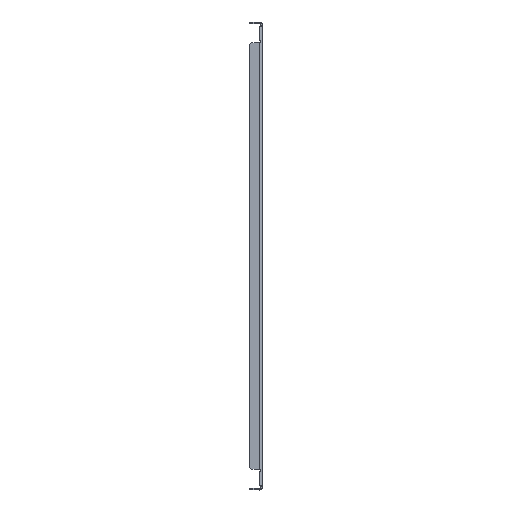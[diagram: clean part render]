
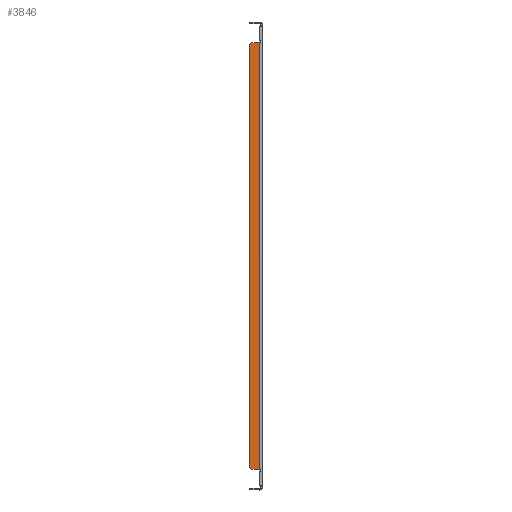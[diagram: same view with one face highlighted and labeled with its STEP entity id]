
A CAD part, left-side view. The second image highlights one B-rep face of the part: STEP entity #3846.
In plain terms, the highlighted planar face has unit normal (-1, 0, 0).
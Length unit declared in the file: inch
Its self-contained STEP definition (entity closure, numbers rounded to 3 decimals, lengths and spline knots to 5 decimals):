
#67 = CARTESIAN_POINT ( 'NONE',  ( -17.085, 0.625, -12.85 ) ) ;
#257 = VERTEX_POINT ( 'NONE', #1181 ) ;
#409 = VECTOR ( 'NONE', #4890, 39.37008 ) ;
#425 = ORIENTED_EDGE ( 'NONE', *, *, #2525, .T. ) ;
#548 = LINE ( 'NONE', #7612, #3860 ) ;
#574 = ORIENTED_EDGE ( 'NONE', *, *, #4061, .F. ) ;
#758 = ORIENTED_EDGE ( 'NONE', *, *, #7653, .T. ) ;
#853 = VERTEX_POINT ( 'NONE', #2914 ) ;
#910 = AXIS2_PLACEMENT_3D ( 'NONE', #7468, #2731, #5596 ) ;
#1099 = ORIENTED_EDGE ( 'NONE', *, *, #6334, .T. ) ;
#1181 = CARTESIAN_POINT ( 'NONE',  ( -17.085, 0.625, 12.85 ) ) ;
#1211 = EDGE_CURVE ( 'NONE', #5902, #2544, #548, .T. ) ;
#1221 = VECTOR ( 'NONE', #2726, 39.37008 ) ;
#1357 = CARTESIAN_POINT ( 'NONE',  ( -17.085, 0.75, -12.725 ) ) ;
#1417 = VECTOR ( 'NONE', #5230, 39.37008 ) ;
#1578 = CARTESIAN_POINT ( 'NONE',  ( -17.085, 0.75, 12.725 ) ) ;
#2072 = DIRECTION ( 'NONE',  ( 1., 0., 0. ) ) ;
#2159 = CARTESIAN_POINT ( 'NONE',  ( -17.085, 0.143, 12.85656 ) ) ;
#2172 = CARTESIAN_POINT ( 'NONE',  ( -17.085, 0.75, -14.664 ) ) ;
#2177 = CARTESIAN_POINT ( 'NONE',  ( -17.085, 0.171, -12.85 ) ) ;
#2284 = CARTESIAN_POINT ( 'NONE',  ( -17.085, 0.625, 12.85 ) ) ;
#2306 = DIRECTION ( 'NONE',  ( 1., 0., 0. ) ) ;
#2331 = CARTESIAN_POINT ( 'NONE',  ( -17.085, 0.171, -12.913 ) ) ;
#2457 = EDGE_CURVE ( 'NONE', #6589, #5902, #6851, .T. ) ;
#2469 = ORIENTED_EDGE ( 'NONE', *, *, #3222, .T. ) ;
#2494 = CARTESIAN_POINT ( 'NONE',  ( -17.085, 0.171, -12.85 ) ) ;
#2525 = EDGE_CURVE ( 'NONE', #3658, #257, #6478, .T. ) ;
#2544 = VERTEX_POINT ( 'NONE', #67 ) ;
#2726 = DIRECTION ( 'NONE',  ( 0., -1., 0. ) ) ;
#2731 = DIRECTION ( 'NONE',  ( 1., 0., 0. ) ) ;
#2914 = CARTESIAN_POINT ( 'NONE',  ( -17.085, 0.143, -12.85656 ) ) ;
#3121 = CIRCLE ( 'NONE', #910, 0.063 ) ;
#3141 = CARTESIAN_POINT ( 'NONE',  ( -17.085, 0.171, 12.85 ) ) ;
#3158 = LINE ( 'NONE', #2284, #1417 ) ;
#3189 = PLANE ( 'NONE',  #7445 ) ;
#3222 = EDGE_CURVE ( 'NONE', #6261, #3658, #3121, .T. ) ;
#3243 = VECTOR ( 'NONE', #4584, 39.37008 ) ;
#3271 = DIRECTION ( 'NONE',  ( 0., 1., 0. ) ) ;
#3295 = CARTESIAN_POINT ( 'NONE',  ( -17.085, 0.75, 14.664 ) ) ;
#3658 = VERTEX_POINT ( 'NONE', #3141 ) ;
#3846 = ADVANCED_FACE ( 'NONE', ( #4082 ), #3189, .F. ) ;
#3860 = VECTOR ( 'NONE', #4059, 39.37008 ) ;
#4033 = VERTEX_POINT ( 'NONE', #2494 ) ;
#4059 = DIRECTION ( 'NONE',  ( 0., -0.707, -0.707 ) ) ;
#4061 = EDGE_CURVE ( 'NONE', #6261, #853, #5064, .T. ) ;
#4082 = FACE_OUTER_BOUND ( 'NONE', #5510, .T. ) ;
#4584 = DIRECTION ( 'NONE',  ( 0., 0., -1. ) ) ;
#4890 = DIRECTION ( 'NONE',  ( 0., 0., -1. ) ) ;
#4960 = LINE ( 'NONE', #2177, #1221 ) ;
#5056 = AXIS2_PLACEMENT_3D ( 'NONE', #2331, #2306, #6987 ) ;
#5064 = LINE ( 'NONE', #7280, #409 ) ;
#5230 = DIRECTION ( 'NONE',  ( 0., 0.707, -0.707 ) ) ;
#5510 = EDGE_LOOP ( 'NONE', ( #2469, #425, #1099, #5817, #6545, #6186, #758, #574 ) ) ;
#5596 = DIRECTION ( 'NONE',  ( 0., 1., 0. ) ) ;
#5817 = ORIENTED_EDGE ( 'NONE', *, *, #2457, .T. ) ;
#5902 = VERTEX_POINT ( 'NONE', #1357 ) ;
#6186 = ORIENTED_EDGE ( 'NONE', *, *, #6621, .T. ) ;
#6261 = VERTEX_POINT ( 'NONE', #2159 ) ;
#6334 = EDGE_CURVE ( 'NONE', #257, #6589, #3158, .T. ) ;
#6378 = VECTOR ( 'NONE', #7184, 39.37008 ) ;
#6478 = LINE ( 'NONE', #6578, #6378 ) ;
#6545 = ORIENTED_EDGE ( 'NONE', *, *, #1211, .T. ) ;
#6578 = CARTESIAN_POINT ( 'NONE',  ( -17.085, 0.75, 12.85 ) ) ;
#6589 = VERTEX_POINT ( 'NONE', #1578 ) ;
#6621 = EDGE_CURVE ( 'NONE', #2544, #4033, #4960, .T. ) ;
#6851 = LINE ( 'NONE', #2172, #3243 ) ;
#6987 = DIRECTION ( 'NONE',  ( 0., 1., 0. ) ) ;
#7011 = CIRCLE ( 'NONE', #5056, 0.063 ) ;
#7184 = DIRECTION ( 'NONE',  ( 0., 1., 0. ) ) ;
#7280 = CARTESIAN_POINT ( 'NONE',  ( -17.085, 0.143, 13.888 ) ) ;
#7445 = AXIS2_PLACEMENT_3D ( 'NONE', #3295, #2072, #3271 ) ;
#7468 = CARTESIAN_POINT ( 'NONE',  ( -17.085, 0.171, 12.913 ) ) ;
#7612 = CARTESIAN_POINT ( 'NONE',  ( -17.085, 0.75, -12.725 ) ) ;
#7653 = EDGE_CURVE ( 'NONE', #4033, #853, #7011, .T. ) ;
